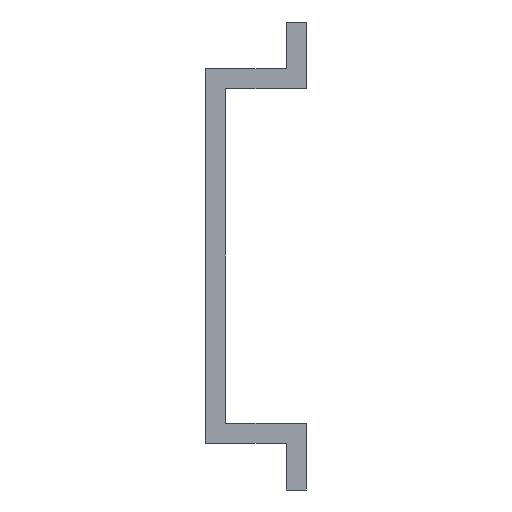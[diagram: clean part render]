
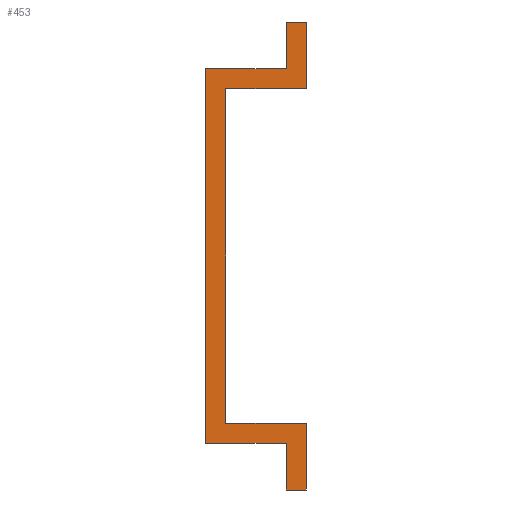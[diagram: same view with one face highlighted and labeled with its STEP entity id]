
A CAD part, left-side view. The second image highlights one B-rep face of the part: STEP entity #453.
In plain terms, the highlighted planar face has unit normal (-1, 0, 0).
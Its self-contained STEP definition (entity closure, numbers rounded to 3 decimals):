
#30 = FACE_OUTER_BOUND ( 'NONE', #235, .T. ) ;
#43 = VERTEX_POINT ( 'NONE', #602 ) ;
#45 = LINE ( 'NONE', #180, #1295 ) ;
#92 = LINE ( 'NONE', #1121, #579 ) ;
#93 = VERTEX_POINT ( 'NONE', #253 ) ;
#108 = VECTOR ( 'NONE', #1421, 1000. ) ;
#118 = CARTESIAN_POINT ( 'NONE',  ( -85., -4.5, -17.5 ) ) ;
#133 = CARTESIAN_POINT ( 'NONE',  ( -85., -3., -14. ) ) ;
#144 = DIRECTION ( 'NONE',  ( 0., 0., -1. ) ) ;
#149 = VERTEX_POINT ( 'NONE', #302 ) ;
#180 = CARTESIAN_POINT ( 'NONE',  ( -85., 3., -12.5 ) ) ;
#196 = ORIENTED_EDGE ( 'NONE', *, *, #1456, .T. ) ;
#202 = LINE ( 'NONE', #777, #771 ) ;
#216 = CARTESIAN_POINT ( 'NONE',  ( -85., 1.5, 12.5 ) ) ;
#234 = CARTESIAN_POINT ( 'NONE',  ( -85., -3., -17.5 ) ) ;
#235 = EDGE_LOOP ( 'NONE', ( #495, #537, #1076, #494, #346, #322, #196, #956, #908, #594, #444, #664 ) ) ;
#247 = VECTOR ( 'NONE', #881, 1000. ) ;
#253 = CARTESIAN_POINT ( 'NONE',  ( -85., -3., 14. ) ) ;
#274 = PLANE ( 'NONE',  #1463 ) ;
#276 = CARTESIAN_POINT ( 'NONE',  ( -85., 1.5, -12.5 ) ) ;
#279 = EDGE_CURVE ( 'NONE', #149, #841, #1448, .T. ) ;
#302 = CARTESIAN_POINT ( 'NONE',  ( -85., -4.5, 12.5 ) ) ;
#305 = LINE ( 'NONE', #742, #366 ) ;
#320 = CARTESIAN_POINT ( 'NONE',  ( -85., -3., 17.5 ) ) ;
#322 = ORIENTED_EDGE ( 'NONE', *, *, #871, .F. ) ;
#323 = LINE ( 'NONE', #780, #247 ) ;
#346 = ORIENTED_EDGE ( 'NONE', *, *, #1091, .F. ) ;
#357 = VERTEX_POINT ( 'NONE', #234 ) ;
#366 = VECTOR ( 'NONE', #536, 1000. ) ;
#392 = CARTESIAN_POINT ( 'NONE',  ( -85., 3., -14. ) ) ;
#395 = CARTESIAN_POINT ( 'NONE',  ( -85., -4.5, -14. ) ) ;
#410 = CARTESIAN_POINT ( 'NONE',  ( -85., -4.5, -12.5 ) ) ;
#419 = VERTEX_POINT ( 'NONE', #696 ) ;
#438 = VECTOR ( 'NONE', #1360, 1000. ) ;
#444 = ORIENTED_EDGE ( 'NONE', *, *, #753, .T. ) ;
#451 = VERTEX_POINT ( 'NONE', #953 ) ;
#453 = ADVANCED_FACE ( 'NONE', ( #30 ), #274, .T. ) ;
#492 = CARTESIAN_POINT ( 'NONE',  ( -85., 1.5, 14. ) ) ;
#494 = ORIENTED_EDGE ( 'NONE', *, *, #279, .F. ) ;
#495 = ORIENTED_EDGE ( 'NONE', *, *, #1027, .F. ) ;
#536 = DIRECTION ( 'NONE',  ( 0., 1., 0. ) ) ;
#537 = ORIENTED_EDGE ( 'NONE', *, *, #1308, .F. ) ;
#543 = DIRECTION ( 'NONE',  ( 0., 0., -1. ) ) ;
#579 = VECTOR ( 'NONE', #543, 1000. ) ;
#594 = ORIENTED_EDGE ( 'NONE', *, *, #1355, .T. ) ;
#602 = CARTESIAN_POINT ( 'NONE',  ( -85., 3., 14. ) ) ;
#604 = DIRECTION ( 'NONE',  ( -1., 0., 0. ) ) ;
#606 = VECTOR ( 'NONE', #1096, 1000. ) ;
#622 = EDGE_CURVE ( 'NONE', #93, #43, #305, .T. ) ;
#633 = LINE ( 'NONE', #1185, #1462 ) ;
#645 = CARTESIAN_POINT ( 'NONE',  ( -85., -3., 12.5 ) ) ;
#664 = ORIENTED_EDGE ( 'NONE', *, *, #1315, .T. ) ;
#687 = DIRECTION ( 'NONE',  ( 0., -1., 0. ) ) ;
#696 = CARTESIAN_POINT ( 'NONE',  ( -85., -4.5, 17.5 ) ) ;
#742 = CARTESIAN_POINT ( 'NONE',  ( -85., -3., 14. ) ) ;
#753 = EDGE_CURVE ( 'NONE', #1291, #357, #92, .T. ) ;
#755 = CARTESIAN_POINT ( 'NONE',  ( -85., -3., -14. ) ) ;
#771 = VECTOR ( 'NONE', #1331, 1000. ) ;
#777 = CARTESIAN_POINT ( 'NONE',  ( -85., 3., 14. ) ) ;
#780 = CARTESIAN_POINT ( 'NONE',  ( -85., -4.5, 17.5 ) ) ;
#841 = VERTEX_POINT ( 'NONE', #216 ) ;
#853 = DIRECTION ( 'NONE',  ( 0., -1., 0. ) ) ;
#871 = EDGE_CURVE ( 'NONE', #1242, #419, #1022, .T. ) ;
#881 = DIRECTION ( 'NONE',  ( 0., 0., -1. ) ) ;
#908 = ORIENTED_EDGE ( 'NONE', *, *, #1435, .T. ) ;
#930 = VERTEX_POINT ( 'NONE', #276 ) ;
#934 = DIRECTION ( 'NONE',  ( 0., 0., 1. ) ) ;
#952 = DIRECTION ( 'NONE',  ( 0., -1., 0. ) ) ;
#953 = CARTESIAN_POINT ( 'NONE',  ( -85., 3., -14. ) ) ;
#956 = ORIENTED_EDGE ( 'NONE', *, *, #622, .T. ) ;
#962 = VERTEX_POINT ( 'NONE', #410 ) ;
#1022 = LINE ( 'NONE', #320, #1460 ) ;
#1027 = EDGE_CURVE ( 'NONE', #962, #1109, #1415, .T. ) ;
#1053 = CARTESIAN_POINT ( 'NONE',  ( -85., -3., 17.5 ) ) ;
#1076 = ORIENTED_EDGE ( 'NONE', *, *, #1184, .F. ) ;
#1091 = EDGE_CURVE ( 'NONE', #419, #149, #323, .T. ) ;
#1096 = DIRECTION ( 'NONE',  ( 0., 1., 0. ) ) ;
#1105 = VECTOR ( 'NONE', #952, 1000. ) ;
#1109 = VERTEX_POINT ( 'NONE', #118 ) ;
#1121 = CARTESIAN_POINT ( 'NONE',  ( -85., -3., -14. ) ) ;
#1184 = EDGE_CURVE ( 'NONE', #841, #930, #1371, .T. ) ;
#1185 = CARTESIAN_POINT ( 'NONE',  ( -85., -3., -17.5 ) ) ;
#1204 = DIRECTION ( 'NONE',  ( 0., -1., 0. ) ) ;
#1233 = CARTESIAN_POINT ( 'NONE',  ( -85., -3., 17.5 ) ) ;
#1242 = VERTEX_POINT ( 'NONE', #1053 ) ;
#1249 = VECTOR ( 'NONE', #144, 1000. ) ;
#1252 = LINE ( 'NONE', #1233, #438 ) ;
#1291 = VERTEX_POINT ( 'NONE', #755 ) ;
#1295 = VECTOR ( 'NONE', #1204, 1000. ) ;
#1308 = EDGE_CURVE ( 'NONE', #930, #962, #45, .T. ) ;
#1315 = EDGE_CURVE ( 'NONE', #357, #1109, #633, .T. ) ;
#1324 = LINE ( 'NONE', #392, #1105 ) ;
#1331 = DIRECTION ( 'NONE',  ( 0., 0., -1. ) ) ;
#1355 = EDGE_CURVE ( 'NONE', #451, #1291, #1324, .T. ) ;
#1360 = DIRECTION ( 'NONE',  ( 0., 0., -1. ) ) ;
#1371 = LINE ( 'NONE', #492, #1249 ) ;
#1415 = LINE ( 'NONE', #395, #108 ) ;
#1421 = DIRECTION ( 'NONE',  ( 0., 0., -1. ) ) ;
#1435 = EDGE_CURVE ( 'NONE', #43, #451, #202, .T. ) ;
#1448 = LINE ( 'NONE', #645, #606 ) ;
#1456 = EDGE_CURVE ( 'NONE', #1242, #93, #1252, .T. ) ;
#1460 = VECTOR ( 'NONE', #687, 1000. ) ;
#1462 = VECTOR ( 'NONE', #853, 1000. ) ;
#1463 = AXIS2_PLACEMENT_3D ( 'NONE', #133, #604, #934 ) ;
